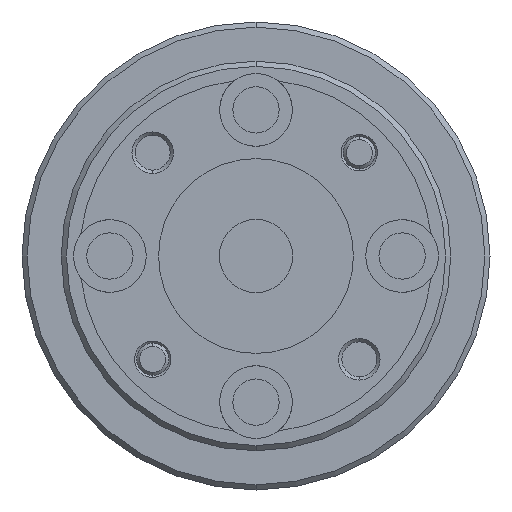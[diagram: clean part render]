
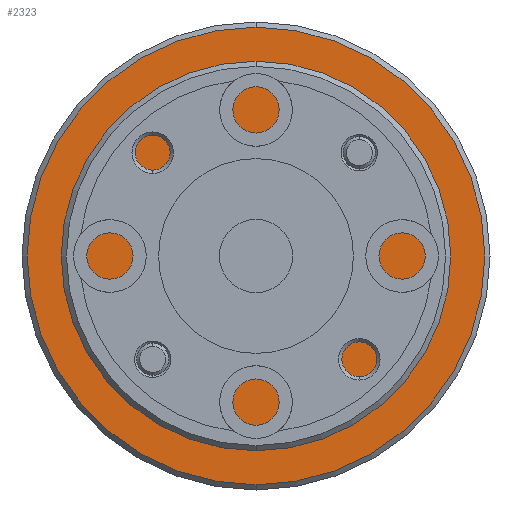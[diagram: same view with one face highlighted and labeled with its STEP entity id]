
A CAD part, front view. The second image highlights one B-rep face of the part: STEP entity #2323.
In plain terms, the highlighted planar face has unit normal (0, -1, 0).
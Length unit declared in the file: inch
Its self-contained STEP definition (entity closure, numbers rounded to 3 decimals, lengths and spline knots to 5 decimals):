
#21 = DIRECTION ( 'NONE',  ( 0., 1., 0. ) ) ;
#184 = CIRCLE ( 'NONE', #1858, 0.17 ) ;
#192 = CARTESIAN_POINT ( 'NONE',  ( 0.27212, 0.60833, 0.78381 ) ) ;
#271 = DIRECTION ( 'NONE',  ( 0., 0., 1. ) ) ;
#296 = CARTESIAN_POINT ( 'NONE',  ( 0.27212, 0.60833, 0.78381 ) ) ;
#369 = DIRECTION ( 'NONE',  ( 0., 0., 1. ) ) ;
#396 = EDGE_LOOP ( 'NONE', ( #1780, #1228 ) ) ;
#413 = DIRECTION ( 'NONE',  ( 0., 0., 1. ) ) ;
#456 = DIRECTION ( 'NONE',  ( 0., 0., 1. ) ) ;
#558 = ORIENTED_EDGE ( 'NONE', *, *, #2012, .T. ) ;
#623 = CARTESIAN_POINT ( 'NONE',  ( 0.27212, 0.60833, 0.78381 ) ) ;
#752 = DIRECTION ( 'NONE',  ( 0., -1., 0. ) ) ;
#829 = CARTESIAN_POINT ( 'NONE',  ( 0.27212, 0.60833, 0.78381 ) ) ;
#877 = VERTEX_POINT ( 'NONE', #1389 ) ;
#916 = CARTESIAN_POINT ( 'NONE',  ( 0.27212, 0.60833, 0.34331 ) ) ;
#944 = CARTESIAN_POINT ( 'NONE',  ( 0.27212, 0.60833, 0.78381 ) ) ;
#949 = CARTESIAN_POINT ( 'NONE',  ( 0.27212, 0.60833, 0.95381 ) ) ;
#1143 = FACE_OUTER_BOUND ( 'NONE', #2486, .T. ) ;
#1145 = EDGE_CURVE ( 'NONE', #1149, #877, #2434, .T. ) ;
#1149 = VERTEX_POINT ( 'NONE', #916 ) ;
#1228 = ORIENTED_EDGE ( 'NONE', *, *, #1366, .T. ) ;
#1270 = VERTEX_POINT ( 'NONE', #1840 ) ;
#1314 = VERTEX_POINT ( 'NONE', #949 ) ;
#1333 = DIRECTION ( 'NONE',  ( 0., 0., 1. ) ) ;
#1355 = PLANE ( 'NONE',  #2488 ) ;
#1366 = EDGE_CURVE ( 'NONE', #1270, #1314, #184, .T. ) ;
#1389 = CARTESIAN_POINT ( 'NONE',  ( 0.27212, 0.60833, 1.22431 ) ) ;
#1611 = DIRECTION ( 'NONE',  ( 0., 1., 0. ) ) ;
#1780 = ORIENTED_EDGE ( 'NONE', *, *, #1894, .T. ) ;
#1824 = CIRCLE ( 'NONE', #2469, 0.17 ) ;
#1840 = CARTESIAN_POINT ( 'NONE',  ( 0.27212, 0.60833, 0.61381 ) ) ;
#1858 = AXIS2_PLACEMENT_3D ( 'NONE', #192, #2485, #1333 ) ;
#1894 = EDGE_CURVE ( 'NONE', #1314, #1270, #1824, .T. ) ;
#1907 = ORIENTED_EDGE ( 'NONE', *, *, #1145, .T. ) ;
#2012 = EDGE_CURVE ( 'NONE', #877, #1149, #2111, .T. ) ;
#2111 = CIRCLE ( 'NONE', #2190, 0.4405 ) ;
#2112 = AXIS2_PLACEMENT_3D ( 'NONE', #944, #752, #369 ) ;
#2173 = DIRECTION ( 'NONE',  ( 0., -1., 0. ) ) ;
#2190 = AXIS2_PLACEMENT_3D ( 'NONE', #829, #2173, #456 ) ;
#2319 = FACE_BOUND ( 'NONE', #396, .T. ) ;
#2323 = ADVANCED_FACE ( 'NONE', ( #1143, #2319 ), #1355, .F. ) ;
#2434 = CIRCLE ( 'NONE', #2112, 0.4405 ) ;
#2469 = AXIS2_PLACEMENT_3D ( 'NONE', #296, #1611, #271 ) ;
#2485 = DIRECTION ( 'NONE',  ( 0., 1., 0. ) ) ;
#2486 = EDGE_LOOP ( 'NONE', ( #558, #1907 ) ) ;
#2488 = AXIS2_PLACEMENT_3D ( 'NONE', #623, #21, #413 ) ;
